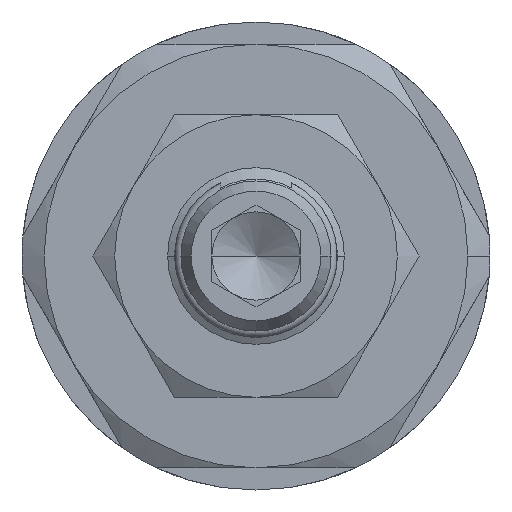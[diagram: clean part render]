
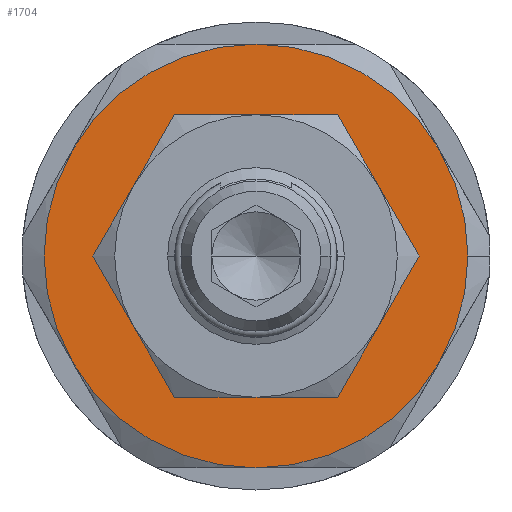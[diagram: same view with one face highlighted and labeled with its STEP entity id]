
A CAD part, left-side view. The second image highlights one B-rep face of the part: STEP entity #1704.
In plain terms, the highlighted planar face has unit normal (-1, 0, 0).
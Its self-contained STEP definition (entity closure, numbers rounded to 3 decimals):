
#289=CARTESIAN_POINT('',(-48.,0.,0.));
#290=DIRECTION('',(-1.,0.,0.));
#291=DIRECTION('',(0.,0.866,0.5));
#292=AXIS2_PLACEMENT_3D('',#289,#290,#291);
#456=CARTESIAN_POINT('',(-48.,0.,0.));
#457=DIRECTION('',(1.,0.,0.));
#458=DIRECTION('',(0.,1.,0.));
#459=AXIS2_PLACEMENT_3D('',#456,#457,#458);
#464=CARTESIAN_POINT('',(-48.,0.,0.));
#465=DIRECTION('',(1.,0.,0.));
#466=DIRECTION('',(0.,-1.,0.));
#467=AXIS2_PLACEMENT_3D('',#464,#465,#466);
#472=CARTESIAN_POINT('',(-48.,0.,0.));
#473=DIRECTION('',(1.,0.,0.));
#474=DIRECTION('',(0.,0.866,0.5));
#475=AXIS2_PLACEMENT_3D('',#472,#473,#474);
#480=CARTESIAN_POINT('',(-48.,0.,0.));
#481=DIRECTION('',(1.,0.,0.));
#482=DIRECTION('',(0.,0.,1.));
#483=AXIS2_PLACEMENT_3D('',#480,#481,#482);
#488=CARTESIAN_POINT('',(-48.,0.,0.));
#489=DIRECTION('',(1.,0.,0.));
#490=DIRECTION('',(0.,-0.866,0.5));
#491=AXIS2_PLACEMENT_3D('',#488,#489,#490);
#496=CARTESIAN_POINT('',(-48.,0.,0.));
#497=DIRECTION('',(-1.,0.,0.));
#498=DIRECTION('',(0.,-0.866,-0.5));
#499=AXIS2_PLACEMENT_3D('',#496,#497,#498);
#504=CARTESIAN_POINT('',(-48.,0.,0.));
#505=DIRECTION('',(-1.,0.,0.));
#506=DIRECTION('',(0.,0.,-1.));
#507=AXIS2_PLACEMENT_3D('',#504,#505,#506);
#512=CARTESIAN_POINT('',(-48.,0.,0.));
#513=DIRECTION('',(-1.,0.,0.));
#514=DIRECTION('',(0.,0.866,-0.5));
#515=AXIS2_PLACEMENT_3D('',#512,#513,#514);
#1298=CARTESIAN_POINT('',(-48.,-12.,0.));
#1299=VERTEX_POINT('',#1298);
#1336=CARTESIAN_POINT('',(-48.,10.392,6.));
#1337=CARTESIAN_POINT('',(-48.,0.,12.));
#1338=VERTEX_POINT('',#1336);
#1339=VERTEX_POINT('',#1337);
#1340=CARTESIAN_POINT('',(-48.,-10.392,6.));
#1341=VERTEX_POINT('',#1340);
#1354=CARTESIAN_POINT('',(-48.,10.392,-6.));
#1355=CARTESIAN_POINT('',(-48.,0.,-12.));
#1356=VERTEX_POINT('',#1354);
#1357=VERTEX_POINT('',#1355);
#1358=CARTESIAN_POINT('',(-48.,-10.392,-6.));
#1359=VERTEX_POINT('',#1358);
#1420=CARTESIAN_POINT('',(-48.,5.2,0.));
#1421=CARTESIAN_POINT('',(-48.,-5.2,0.));
#1422=VERTEX_POINT('',#1420);
#1423=VERTEX_POINT('',#1421);
#1684=CARTESIAN_POINT('',(-48.,0.,0.));
#1685=DIRECTION('',(1.,0.,0.));
#1686=DIRECTION('',(0.,-1.,0.));
#1687=AXIS2_PLACEMENT_3D('',#1684,#1685,#1686);
#1688=PLANE('',#1687);
#1689=ORIENTED_EDGE('',*,*,#1613,.F.);
#1690=ORIENTED_EDGE('',*,*,#1602,.T.);
#1691=ORIENTED_EDGE('',*,*,#1587,.T.);
#1692=ORIENTED_EDGE('',*,*,#1449,.T.);
#1693=ORIENTED_EDGE('',*,*,#1665,.F.);
#1694=ORIENTED_EDGE('',*,*,#1649,.F.);
#1695=ORIENTED_EDGE('',*,*,#1633,.F.);
#1696=EDGE_LOOP('',(#1689,#1690,#1691,#1692,#1693,#1694,#1695));
#1697=FACE_OUTER_BOUND('',#1696,.F.);
#1699=ORIENTED_EDGE('',*,*,#1698,.F.);
#1701=ORIENTED_EDGE('',*,*,#1700,.F.);
#1702=EDGE_LOOP('',(#1699,#1701));
#1703=FACE_BOUND('',#1702,.F.);
#293=CIRCLE('',#292,12.);
#460=CIRCLE('',#459,5.2);
#468=CIRCLE('',#467,5.2);
#476=CIRCLE('',#475,12.);
#484=CIRCLE('',#483,12.);
#492=CIRCLE('',#491,12.);
#500=CIRCLE('',#499,12.);
#508=CIRCLE('',#507,12.);
#516=CIRCLE('',#515,12.);
#1449=EDGE_CURVE('',#1341,#1299,#492,.T.);
#1587=EDGE_CURVE('',#1339,#1341,#484,.T.);
#1602=EDGE_CURVE('',#1338,#1339,#476,.T.);
#1613=EDGE_CURVE('',#1338,#1356,#293,.T.);
#1633=EDGE_CURVE('',#1356,#1357,#516,.T.);
#1649=EDGE_CURVE('',#1357,#1359,#508,.T.);
#1665=EDGE_CURVE('',#1359,#1299,#500,.T.);
#1698=EDGE_CURVE('',#1422,#1423,#460,.T.);
#1700=EDGE_CURVE('',#1423,#1422,#468,.T.);
#1704=ADVANCED_FACE('',(#1697,#1703),#1688,.F.);
